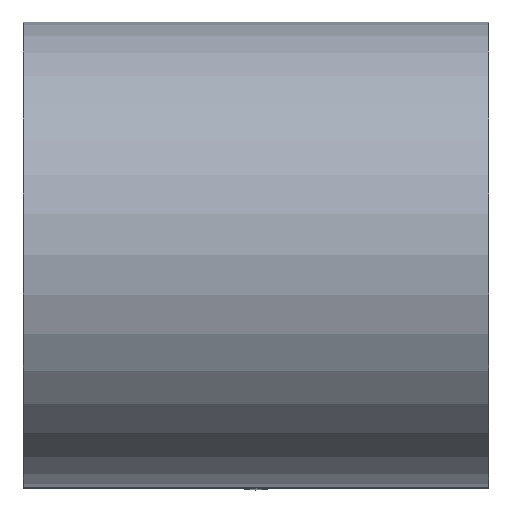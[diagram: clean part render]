
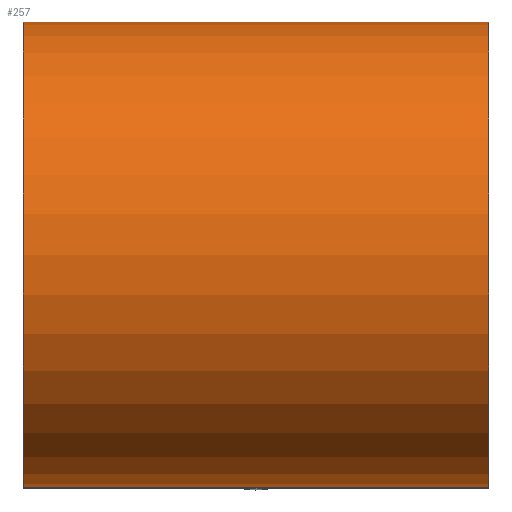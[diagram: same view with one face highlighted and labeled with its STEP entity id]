
A CAD part, top view. The second image highlights one B-rep face of the part: STEP entity #257.
In plain terms, the highlighted cylindrical face has radius 27.5 mm (diameter 55 mm), a partial arc.
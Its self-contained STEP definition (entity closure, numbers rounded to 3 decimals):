
#37=FACE_OUTER_BOUND('',#51,.T.);
#51=EDGE_LOOP('',(#234,#235,#236,#237));
#69=LINE('',#599,#89);
#72=LINE('',#604,#92);
#89=VECTOR('',#364,10.);
#92=VECTOR('',#369,10.);
#107=CIRCLE('',#298,27.5);
#108=CIRCLE('',#302,27.5);
#131=VERTEX_POINT('',#592);
#132=VERTEX_POINT('',#593);
#133=VERTEX_POINT('',#598);
#134=VERTEX_POINT('',#602);
#163=EDGE_CURVE('',#131,#132,#107,.T.);
#166=EDGE_CURVE('',#133,#132,#69,.T.);
#169=EDGE_CURVE('',#131,#134,#72,.T.);
#170=EDGE_CURVE('',#133,#134,#108,.T.);
#234=ORIENTED_EDGE('',*,*,#169,.T.);
#235=ORIENTED_EDGE('',*,*,#170,.F.);
#236=ORIENTED_EDGE('',*,*,#166,.T.);
#237=ORIENTED_EDGE('',*,*,#163,.F.);
#245=CYLINDRICAL_SURFACE('',#301,27.5);
#257=ADVANCED_FACE('',(#37),#245,.T.);
#298=AXIS2_PLACEMENT_3D('',#594,#358,#359);
#301=AXIS2_PLACEMENT_3D('',#605,#370,#371);
#302=AXIS2_PLACEMENT_3D('',#606,#372,#373);
#358=DIRECTION('center_axis',(-1.,0.,0.));
#359=DIRECTION('ref_axis',(0.,1.,0.));
#364=DIRECTION('',(-1.,0.,0.));
#369=DIRECTION('',(1.,0.,0.));
#370=DIRECTION('center_axis',(1.,0.,0.));
#371=DIRECTION('ref_axis',(0.,1.,0.));
#372=DIRECTION('center_axis',(1.,0.,0.));
#373=DIRECTION('ref_axis',(0.,1.,0.));
#592=CARTESIAN_POINT('',(-27.5,-27.5,0.));
#593=CARTESIAN_POINT('',(-27.5,27.5,0.));
#594=CARTESIAN_POINT('Origin',(-27.5,0.,0.));
#598=CARTESIAN_POINT('',(27.5,27.5,0.));
#599=CARTESIAN_POINT('',(0.,27.5,0.));
#602=CARTESIAN_POINT('',(27.5,-27.5,0.));
#604=CARTESIAN_POINT('',(0.,-27.5,0.));
#605=CARTESIAN_POINT('Origin',(0.,0.,0.));
#606=CARTESIAN_POINT('Origin',(27.5,0.,0.));
